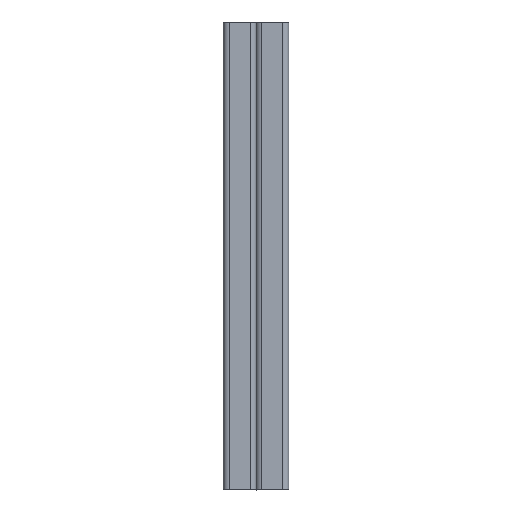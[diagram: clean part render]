
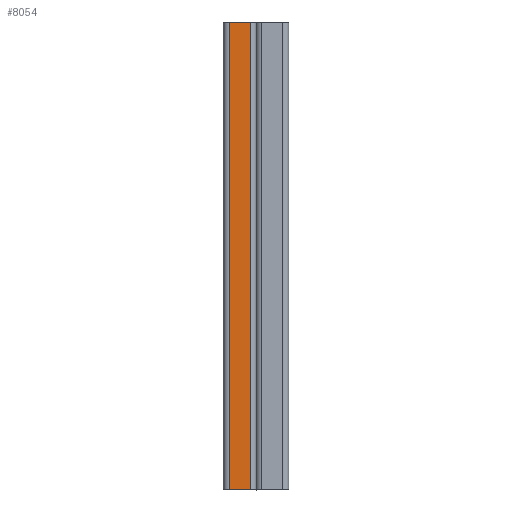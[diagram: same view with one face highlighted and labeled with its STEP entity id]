
A CAD part, left-side view. The second image highlights one B-rep face of the part: STEP entity #8054.
In plain terms, the highlighted planar face has unit normal (-1, 0, 0).
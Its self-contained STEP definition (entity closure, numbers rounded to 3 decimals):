
#115 = ORIENTED_EDGE ( 'NONE', *, *, #8788, .T. ) ;
#247 = VERTEX_POINT ( 'NONE', #10359 ) ;
#957 = DIRECTION ( 'NONE',  ( 0., 0., 1. ) ) ;
#1268 = DIRECTION ( 'NONE',  ( 0., 0., -1. ) ) ;
#2056 = EDGE_LOOP ( 'NONE', ( #115, #12747, #9875, #12114 ) ) ;
#2179 = LINE ( 'NONE', #17399, #10012 ) ;
#2318 = AXIS2_PLACEMENT_3D ( 'NONE', #6676, #12124, #1268 ) ;
#2441 = EDGE_CURVE ( 'NONE', #9300, #247, #13938, .T. ) ;
#2659 = LINE ( 'NONE', #2734, #4138 ) ;
#2734 = CARTESIAN_POINT ( 'NONE',  ( -20.5, 0., -300. ) ) ;
#2809 = VECTOR ( 'NONE', #6393, 1000. ) ;
#3398 = VERTEX_POINT ( 'NONE', #5987 ) ;
#4092 = DIRECTION ( 'NONE',  ( 0., 1., 0. ) ) ;
#4138 = VECTOR ( 'NONE', #4092, 1000. ) ;
#5987 = CARTESIAN_POINT ( 'NONE',  ( -20.5, 3.75, -300. ) ) ;
#6393 = DIRECTION ( 'NONE',  ( 0., 1., 0. ) ) ;
#6408 = LINE ( 'NONE', #17345, #2809 ) ;
#6676 = CARTESIAN_POINT ( 'NONE',  ( -20.5, 0., -150. ) ) ;
#7364 = EDGE_CURVE ( 'NONE', #3398, #9300, #2659, .T. ) ;
#8054 = ADVANCED_FACE ( 'NONE', ( #10682 ), #14836, .F. ) ;
#8427 = VECTOR ( 'NONE', #957, 1000. ) ;
#8784 = EDGE_CURVE ( 'NONE', #3398, #15265, #2179, .T. ) ;
#8788 = EDGE_CURVE ( 'NONE', #15265, #247, #6408, .T. ) ;
#9300 = VERTEX_POINT ( 'NONE', #14014 ) ;
#9875 = ORIENTED_EDGE ( 'NONE', *, *, #7364, .F. ) ;
#10012 = VECTOR ( 'NONE', #15919, 1000. ) ;
#10359 = CARTESIAN_POINT ( 'NONE',  ( -20.5, 17.25, 0. ) ) ;
#10585 = CARTESIAN_POINT ( 'NONE',  ( -20.5, 17.25, -150. ) ) ;
#10682 = FACE_OUTER_BOUND ( 'NONE', #2056, .T. ) ;
#12114 = ORIENTED_EDGE ( 'NONE', *, *, #8784, .T. ) ;
#12124 = DIRECTION ( 'NONE',  ( 1., 0., 0. ) ) ;
#12747 = ORIENTED_EDGE ( 'NONE', *, *, #2441, .F. ) ;
#13938 = LINE ( 'NONE', #10585, #8427 ) ;
#14014 = CARTESIAN_POINT ( 'NONE',  ( -20.5, 17.25, -300. ) ) ;
#14836 = PLANE ( 'NONE',  #2318 ) ;
#15265 = VERTEX_POINT ( 'NONE', #17184 ) ;
#15919 = DIRECTION ( 'NONE',  ( 0., 0., 1. ) ) ;
#17184 = CARTESIAN_POINT ( 'NONE',  ( -20.5, 3.75, 0. ) ) ;
#17345 = CARTESIAN_POINT ( 'NONE',  ( -20.5, 0., 0. ) ) ;
#17399 = CARTESIAN_POINT ( 'NONE',  ( -20.5, 3.75, -150. ) ) ;
